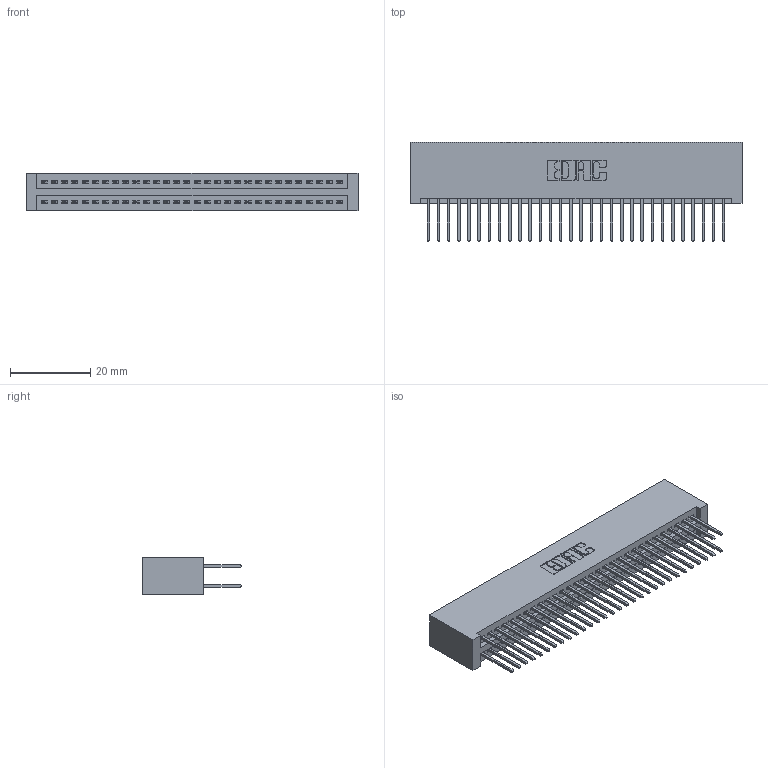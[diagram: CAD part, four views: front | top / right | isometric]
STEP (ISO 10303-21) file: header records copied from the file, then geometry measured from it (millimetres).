
FILE_DESCRIPTION (( 'STEP AP203' ), '1' );
FILE_NAME ('395-060-523-201.STEP', '2018-11-23T11:48:52', ( '' ), ( '' ), 'SwSTEP 2.0', 'SolidWorks 2016', '' );
FILE_SCHEMA (( 'CONFIG_CONTROL_DESIGN' ));
Length unit declared in the file: inch
Products named in the file (3): 345 Part_No Mounting Lugs; 345-292-001_345-293-123; 395-060-523-201
Assembly tree (61 placements, depth 2):
  395-060-523-201
    345 Part_No Mounting Lugs
    345-292-001_345-293-123  x60
Bounding box: 82.8 x 24.82 x 9.4 mm (x, y, z)
Volume: 8671.2 mm3; surface area: 13439.9 mm2
Topology: 61 solids, 61 shells, 3118 faces, 9257 edges, 6090 vertices
Faces by surface type: plane 2056, cylinder 1062
Entity records: 24895 total; most frequent: CARTESIAN_POINT 4184, ORIENTED_EDGE 4118, DIRECTION 3699, EDGE_CURVE 2059, LINE 1815, VECTOR 1815, VERTEX_POINT 1370, AXIS2_PLACEMENT_3D 942
